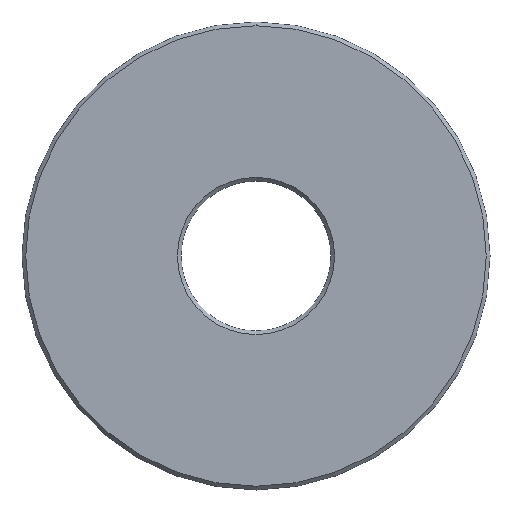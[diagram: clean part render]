
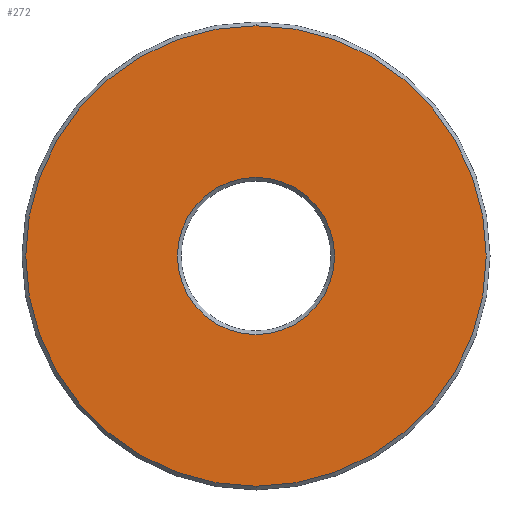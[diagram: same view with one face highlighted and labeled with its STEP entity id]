
A CAD part, front view. The second image highlights one B-rep face of the part: STEP entity #272.
In plain terms, the highlighted planar face has unit normal (0, -1, 0).
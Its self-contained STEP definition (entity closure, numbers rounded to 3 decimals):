
#15 = DIRECTION ( 'NONE',  ( 0., 0., 1. ) ) ;
#20 = DIRECTION ( 'NONE',  ( 0., 0., 1. ) ) ;
#26 = EDGE_CURVE ( 'NONE', #285, #64, #276, .T. ) ;
#42 = DIRECTION ( 'NONE',  ( 0., 0., 1. ) ) ;
#46 = DIRECTION ( 'NONE',  ( 0., 1., 0. ) ) ;
#54 = EDGE_CURVE ( 'NONE', #382, #338, #337, .T. ) ;
#57 = FACE_OUTER_BOUND ( 'NONE', #123, .T. ) ;
#60 = CARTESIAN_POINT ( 'NONE',  ( 0., -0.5, -4.2 ) ) ;
#63 = ORIENTED_EDGE ( 'NONE', *, *, #139, .T. ) ;
#64 = VERTEX_POINT ( 'NONE', #180 ) ;
#68 = CIRCLE ( 'NONE', #214, 12.3 ) ;
#73 = ORIENTED_EDGE ( 'NONE', *, *, #54, .T. ) ;
#74 = CARTESIAN_POINT ( 'NONE',  ( 0., -0.5, 0. ) ) ;
#76 = DIRECTION ( 'NONE',  ( 0., 0., 1. ) ) ;
#80 = AXIS2_PLACEMENT_3D ( 'NONE', #189, #46, #225 ) ;
#94 = AXIS2_PLACEMENT_3D ( 'NONE', #74, #325, #76 ) ;
#123 = EDGE_LOOP ( 'NONE', ( #416, #195 ) ) ;
#130 = CARTESIAN_POINT ( 'NONE',  ( 0., -0.5, 0. ) ) ;
#139 = EDGE_CURVE ( 'NONE', #338, #382, #260, .T. ) ;
#180 = CARTESIAN_POINT ( 'NONE',  ( 0., -0.5, 12.3 ) ) ;
#189 = CARTESIAN_POINT ( 'NONE',  ( 0., -0.5, 0. ) ) ;
#195 = ORIENTED_EDGE ( 'NONE', *, *, #26, .T. ) ;
#214 = AXIS2_PLACEMENT_3D ( 'NONE', #130, #409, #20 ) ;
#222 = DIRECTION ( 'NONE',  ( 0., 1., 0. ) ) ;
#224 = CARTESIAN_POINT ( 'NONE',  ( 0., -0.5, 0. ) ) ;
#225 = DIRECTION ( 'NONE',  ( 0., 0., 1. ) ) ;
#258 = CARTESIAN_POINT ( 'NONE',  ( 0., -0.5, -12.3 ) ) ;
#259 = PLANE ( 'NONE',  #80 ) ;
#260 = CIRCLE ( 'NONE', #287, 4.2 ) ;
#272 = ADVANCED_FACE ( 'NONE', ( #341, #57 ), #259, .F. ) ;
#276 = CIRCLE ( 'NONE', #293, 12.3 ) ;
#285 = VERTEX_POINT ( 'NONE', #258 ) ;
#287 = AXIS2_PLACEMENT_3D ( 'NONE', #224, #222, #15 ) ;
#293 = AXIS2_PLACEMENT_3D ( 'NONE', #357, #393, #42 ) ;
#325 = DIRECTION ( 'NONE',  ( 0., 1., 0. ) ) ;
#337 = CIRCLE ( 'NONE', #94, 4.2 ) ;
#338 = VERTEX_POINT ( 'NONE', #60 ) ;
#341 = FACE_BOUND ( 'NONE', #352, .T. ) ;
#352 = EDGE_LOOP ( 'NONE', ( #63, #73 ) ) ;
#357 = CARTESIAN_POINT ( 'NONE',  ( 0., -0.5, 0. ) ) ;
#365 = EDGE_CURVE ( 'NONE', #64, #285, #68, .T. ) ;
#377 = CARTESIAN_POINT ( 'NONE',  ( 0., -0.5, 4.2 ) ) ;
#382 = VERTEX_POINT ( 'NONE', #377 ) ;
#393 = DIRECTION ( 'NONE',  ( 0., -1., 0. ) ) ;
#409 = DIRECTION ( 'NONE',  ( 0., -1., 0. ) ) ;
#416 = ORIENTED_EDGE ( 'NONE', *, *, #365, .T. ) ;
